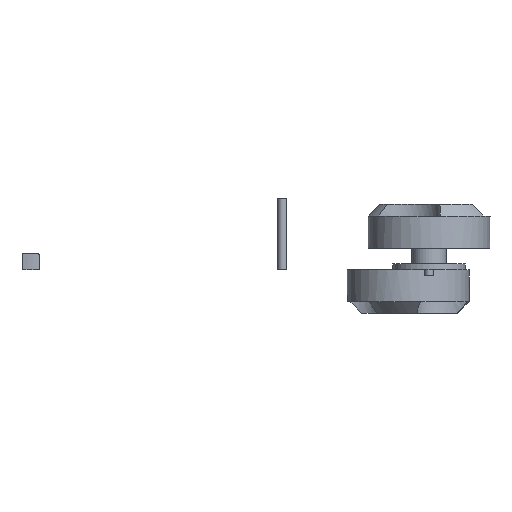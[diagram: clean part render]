
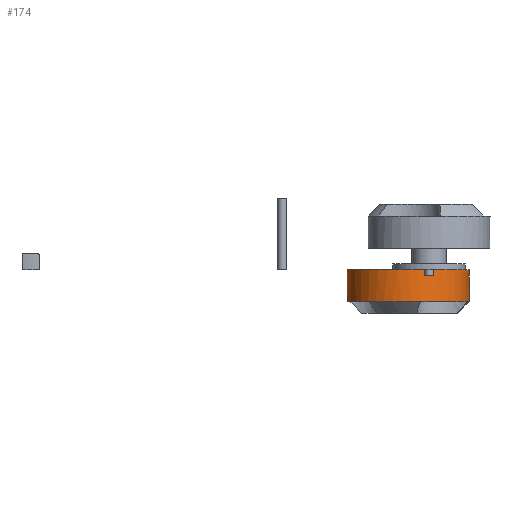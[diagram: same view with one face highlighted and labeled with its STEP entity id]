
A CAD part, front view. The second image highlights one B-rep face of the part: STEP entity #174.
In plain terms, the highlighted cylindrical face has radius 21 mm (diameter 42 mm), a full revolution.
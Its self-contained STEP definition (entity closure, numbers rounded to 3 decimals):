
#174 = ADVANCED_FACE( '', ( #414, #415 ), #416, .T. );
#414 = FACE_OUTER_BOUND( '', #740, .T. );
#415 = FACE_OUTER_BOUND( '', #741, .T. );
#416 = CYLINDRICAL_SURFACE( '', #742, 21. );
#740 = EDGE_LOOP( '', ( #1148 ) );
#741 = EDGE_LOOP( '', ( #1149, #1150, #1151, #1152, #1153, #1154 ) );
#742 = AXIS2_PLACEMENT_3D( '', #1155, #1156, #1157 );
#1148 = ORIENTED_EDGE( '', *, *, #1585, .T. );
#1149 = ORIENTED_EDGE( '', *, *, #1645, .T. );
#1150 = ORIENTED_EDGE( '', *, *, #1631, .T. );
#1151 = ORIENTED_EDGE( '', *, *, #1646, .T. );
#1152 = ORIENTED_EDGE( '', *, *, #1647, .T. );
#1153 = ORIENTED_EDGE( '', *, *, #1648, .T. );
#1154 = ORIENTED_EDGE( '', *, *, #1649, .T. );
#1155 = CARTESIAN_POINT( '', ( 164.009, 242.498, -15. ) );
#1156 = DIRECTION( '', ( 0., 0., -1. ) );
#1157 = DIRECTION( '', ( 1., 0., 0. ) );
#1585 = EDGE_CURVE( '', #1815, #1815, #1816, .T. );
#1631 = EDGE_CURVE( '', #1897, #1894, #1898, .F. );
#1645 = EDGE_CURVE( '', #1918, #1897, #1919, .T. );
#1646 = EDGE_CURVE( '', #1894, #1906, #1920, .T. );
#1647 = EDGE_CURVE( '', #1906, #1921, #1922, .F. );
#1648 = EDGE_CURVE( '', #1921, #1923, #1924, .T. );
#1649 = EDGE_CURVE( '', #1923, #1918, #1925, .F. );
#1815 = VERTEX_POINT( '', #2146 );
#1816 = CIRCLE( '', #2147, 21. );
#1894 = VERTEX_POINT( '', #2232 );
#1897 = VERTEX_POINT( '', #2240 );
#1898 = CIRCLE( '', #2241, 21. );
#1906 = VERTEX_POINT( '', #2254 );
#1918 = VERTEX_POINT( '', #2271 );
#1919 = CIRCLE( '', #2272, 21. );
#1920 = CIRCLE( '', #2273, 21. );
#1921 = VERTEX_POINT( '', #2274 );
#1922 = CIRCLE( '', #2275, 21. );
#1923 = VERTEX_POINT( '', #2276 );
#1924 = CIRCLE( '', #2277, 21. );
#1925 = CIRCLE( '', #2278, 21. );
#2146 = CARTESIAN_POINT( '', ( 185.009, 242.498, 0. ) );
#2147 = AXIS2_PLACEMENT_3D( '', #2546, #2547, #2548 );
#2232 = CARTESIAN_POINT( '', ( 143.942, 248.687, -11. ) );
#2240 = CARTESIAN_POINT( '', ( 157.449, 262.448, -11. ) );
#2241 = AXIS2_PLACEMENT_3D( '', #2637, #2638, #2639 );
#2254 = CARTESIAN_POINT( '', ( 150.306, 226.586, -11. ) );
#2271 = CARTESIAN_POINT( '', ( 179.665, 256.495, -11. ) );
#2272 = AXIS2_PLACEMENT_3D( '', #2661, #2662, #2663 );
#2273 = AXIS2_PLACEMENT_3D( '', #2664, #2665, #2666 );
#2274 = CARTESIAN_POINT( '', ( 168.303, 221.942, -11. ) );
#2275 = AXIS2_PLACEMENT_3D( '', #2667, #2668, #2669 );
#2276 = CARTESIAN_POINT( '', ( 184.566, 238.205, -11. ) );
#2277 = AXIS2_PLACEMENT_3D( '', #2670, #2671, #2672 );
#2278 = AXIS2_PLACEMENT_3D( '', #2673, #2674, #2675 );
#2546 = CARTESIAN_POINT( '', ( 164.009, 242.498, 0. ) );
#2547 = DIRECTION( '', ( 0., 0., -1. ) );
#2548 = DIRECTION( '', ( 1., 0., 0. ) );
#2637 = CARTESIAN_POINT( '', ( 164.009, 242.498, -11. ) );
#2638 = DIRECTION( '', ( 0., 0., -1. ) );
#2639 = DIRECTION( '', ( -1., 0., 0. ) );
#2661 = CARTESIAN_POINT( '', ( 164.009, 242.498, -11. ) );
#2662 = DIRECTION( '', ( 0., 0., 1. ) );
#2663 = DIRECTION( '', ( 1., 0., 0. ) );
#2664 = CARTESIAN_POINT( '', ( 164.009, 242.498, -11. ) );
#2665 = DIRECTION( '', ( 0., 0., 1. ) );
#2666 = DIRECTION( '', ( 1., 0., 0. ) );
#2667 = CARTESIAN_POINT( '', ( 164.009, 242.498, -11. ) );
#2668 = DIRECTION( '', ( 0., 0., -1. ) );
#2669 = DIRECTION( '', ( -1., 0., 0. ) );
#2670 = CARTESIAN_POINT( '', ( 164.009, 242.498, -11. ) );
#2671 = DIRECTION( '', ( 0., 0., 1. ) );
#2672 = DIRECTION( '', ( 1., 0., 0. ) );
#2673 = CARTESIAN_POINT( '', ( 164.009, 242.498, -11. ) );
#2674 = DIRECTION( '', ( 0., 0., -1. ) );
#2675 = DIRECTION( '', ( -1., 0., 0. ) );
